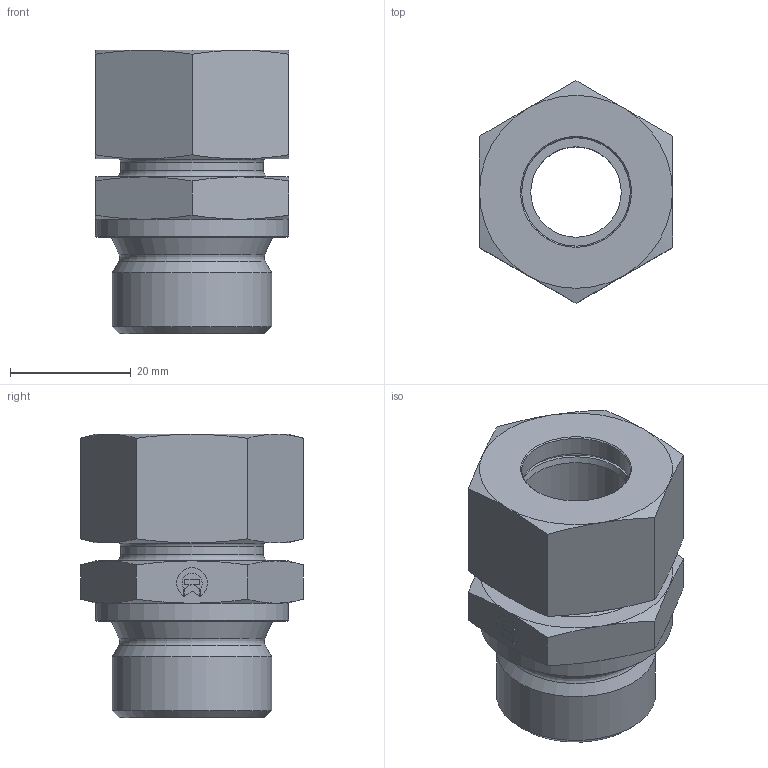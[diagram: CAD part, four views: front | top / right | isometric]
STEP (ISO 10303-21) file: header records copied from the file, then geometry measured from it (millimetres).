
FILE_DESCRIPTION(/* description */ (''),/* implementation_level */ '2;1');
FILE_NAME(/* name */ '044186826.stp',/* time_stamp */ '2018-02-21T11:05:06+01:00',/* author */ ('User'),/* organization */ (''),/* preprocessor_version */ 'ST-DEVELOPER v16.5',/* originating_system */ 'Autodesk Inventor 2017',/* authorisation */ '');
FILE_SCHEMA (('AUTOMOTIVE_DESIGN { 1 0 10303 214 3 1 1 }'));
Length unit declared in the file: millimetre
Products named in the file (4): 044186826; 034 18 6826; 40 118; 391 18 26
Assembly tree (3 placements, depth 2):
  044186826
    034 18 6826
    40 118
    391 18 26
Bounding box: 32.01 x 36.95 x 47 mm (x, y, z)
Volume: 25062 mm3; surface area: 12243 mm2
Topology: 3 solids, 3 shells, 109 faces, 251 edges, 155 vertices
Faces by surface type: plane 51, cone 39, cylinder 15, torus 4
Full cylindrical faces by diameter (mm): 15 x1, 18 x3, 20.3 x1, 23 x1, 23.7 x1, 24.376 x1, 26 x1, 26.411 x1, 32 x1
Entity records: 3011 total; most frequent: CARTESIAN_POINT 572, DIRECTION 466, ORIENTED_EDGE 426, EDGE_CURVE 213, AXIS2_PLACEMENT_3D 185, EDGE_LOOP 152, VERTEX_POINT 147, STYLED_ITEM 110
